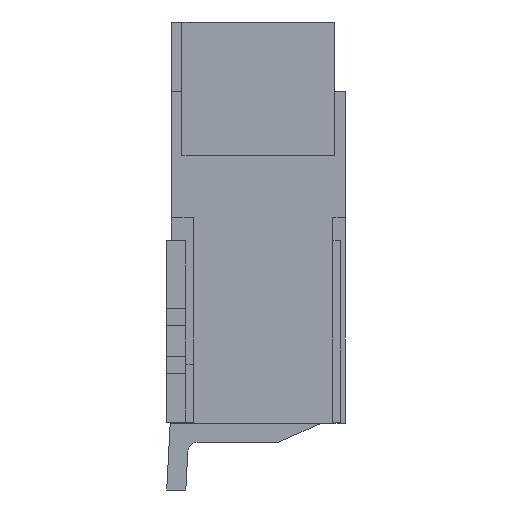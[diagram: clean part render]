
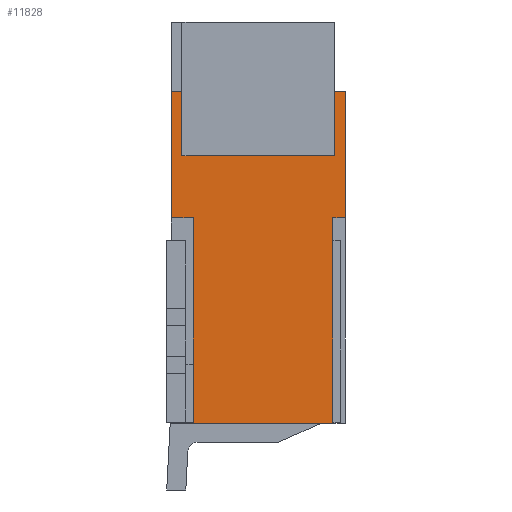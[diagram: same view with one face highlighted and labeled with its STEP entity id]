
A CAD part, left-side view. The second image highlights one B-rep face of the part: STEP entity #11828.
In plain terms, the highlighted planar face has unit normal (-1, 0, 0).
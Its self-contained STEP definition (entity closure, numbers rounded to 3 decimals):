
#1033=DIRECTION('',(0.,0.,1.));
#1034=VECTOR('',#1033,2.15);
#1035=CARTESIAN_POINT('',(0.,1.59,-4.2));
#1036=LINE('',#1035,#1034);
#1057=DIRECTION('',(0.,-1.,0.));
#1058=VECTOR('',#1057,0.23);
#1059=CARTESIAN_POINT('',(0.,1.82,-2.05));
#1060=LINE('',#1059,#1058);
#1065=DIRECTION('',(0.,0.,-1.));
#1066=VECTOR('',#1065,1.32);
#1067=CARTESIAN_POINT('',(0.,1.82,-0.73));
#1068=LINE('',#1067,#1066);
#1069=DIRECTION('',(0.,1.,0.));
#1070=VECTOR('',#1069,1.82);
#1071=CARTESIAN_POINT('',(0.,0.,-0.73));
#1072=LINE('',#1071,#1070);
#1073=DIRECTION('',(0.,0.,1.));
#1074=VECTOR('',#1073,1.32);
#1075=CARTESIAN_POINT('',(0.,0.,-2.05));
#1076=LINE('',#1075,#1074);
#1077=DIRECTION('',(0.,1.,0.));
#1078=VECTOR('',#1077,0.13);
#1079=CARTESIAN_POINT('',(0.,0.,-2.05));
#1080=LINE('',#1079,#1078);
#1097=DIRECTION('',(0.,0.,-1.));
#1098=VECTOR('',#1097,2.15);
#1099=CARTESIAN_POINT('',(0.,0.13,-2.05));
#1100=LINE('',#1099,#1098);
#1145=DIRECTION('',(0.,1.,0.));
#1146=VECTOR('',#1145,1.46);
#1147=CARTESIAN_POINT('',(0.,0.13,-4.2));
#1148=LINE('',#1147,#1146);
#9071=CARTESIAN_POINT('',(0.,0.,-0.73));
#9073=VERTEX_POINT('',#9071);
#9075=CARTESIAN_POINT('',(0.,0.,-2.05));
#9076=VERTEX_POINT('',#9075);
#9101=CARTESIAN_POINT('',(0.,1.82,-0.73));
#9103=VERTEX_POINT('',#9101);
#9131=CARTESIAN_POINT('',(0.,1.82,-2.05));
#9132=VERTEX_POINT('',#9131);
#9385=CARTESIAN_POINT('',(0.,0.13,-2.05));
#9386=VERTEX_POINT('',#9385);
#9387=CARTESIAN_POINT('',(0.,0.13,-4.2));
#9388=VERTEX_POINT('',#9387);
#9389=CARTESIAN_POINT('',(0.,1.59,-4.2));
#9390=VERTEX_POINT('',#9389);
#9391=CARTESIAN_POINT('',(0.,1.59,-2.05));
#9392=VERTEX_POINT('',#9391);
#11810=CARTESIAN_POINT('',(0.,0.91,-2.465));
#11811=DIRECTION('',(1.,0.,0.));
#11812=DIRECTION('',(0.,0.,1.));
#11813=AXIS2_PLACEMENT_3D('',#11810,#11811,#11812);
#11814=PLANE('',#11813);
#11816=ORIENTED_EDGE('',*,*,#11815,.T.);
#11818=ORIENTED_EDGE('',*,*,#11817,.T.);
#11820=ORIENTED_EDGE('',*,*,#11819,.T.);
#11821=ORIENTED_EDGE('',*,*,#11785,.T.);
#11822=ORIENTED_EDGE('',*,*,#11803,.F.);
#11823=ORIENTED_EDGE('',*,*,#11671,.F.);
#11824=ORIENTED_EDGE('',*,*,#10419,.F.);
#11825=ORIENTED_EDGE('',*,*,#10404,.F.);
#11826=EDGE_LOOP('',(#11816,#11818,#11820,#11821,#11822,#11823,#11824,#11825));
#11827=FACE_OUTER_BOUND('',#11826,.F.);
#11828=ADVANCED_FACE('',(#11827),#11814,.F.);
#10404=EDGE_CURVE('',#9076,#9073,#1076,.T.);
#10419=EDGE_CURVE('',#9073,#9103,#1072,.T.);
#11671=EDGE_CURVE('',#9103,#9132,#1068,.T.);
#11785=EDGE_CURVE('',#9390,#9392,#1036,.T.);
#11803=EDGE_CURVE('',#9132,#9392,#1060,.T.);
#11815=EDGE_CURVE('',#9076,#9386,#1080,.T.);
#11817=EDGE_CURVE('',#9386,#9388,#1100,.T.);
#11819=EDGE_CURVE('',#9388,#9390,#1148,.T.);
